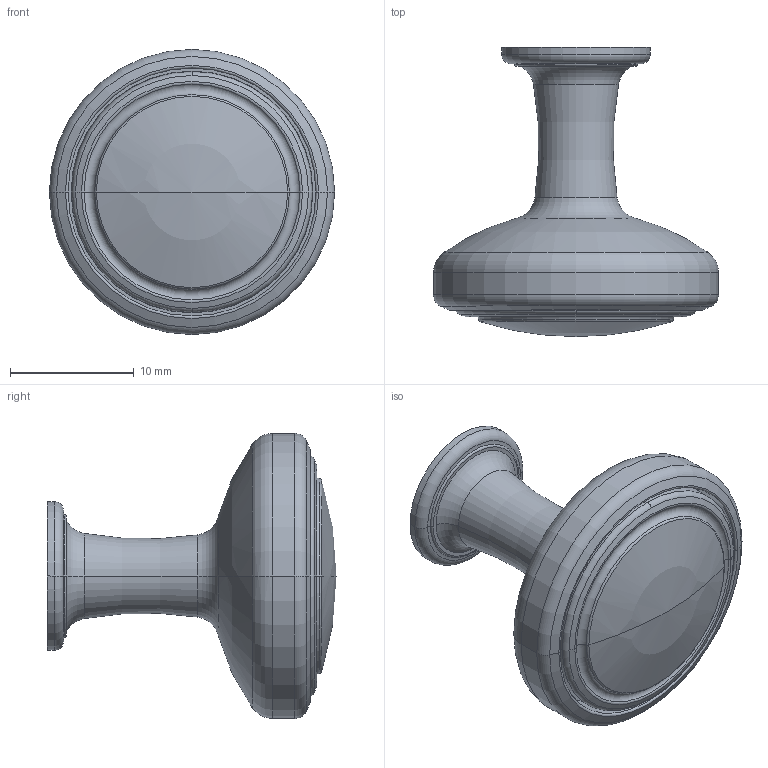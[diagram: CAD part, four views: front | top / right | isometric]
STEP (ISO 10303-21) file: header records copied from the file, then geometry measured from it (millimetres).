
FILE_DESCRIPTION(('Creo Elements/Direct Modeling STEP Export'),'2;1');
FILE_NAME('1971-23.stp','2017-09-07T10:26:48',(''),(''),'Creo Elements/Direct Modeling STEP processor for AP214 (Solid Model)','Creo Elements/Direct Modeling 20.0 12-Nov-2016 (C) Parametric Technology GmbH','');
FILE_SCHEMA(('AUTOMOTIVE_DESIGN { 1 0 10303 214 1 1 1 1 }'));
Length unit declared in the file: millimetre
Products named in the file (1): Knopf
Bounding box: 23 x 23.32 x 23 mm (x, y, z)
Volume: 3241.5 mm3; surface area: 1989.6 mm2
Topology: 1 solids, 1 shells, 52 faces, 110 edges, 60 vertices
Faces by surface type: torus 26, cylinder 10, sphere 8, plane 4, cone 4
Entity records: 1249 total; most frequent: DIRECTION 234, ORIENTED_EDGE 212, CARTESIAN_POINT 184, AXIS2_PLACEMENT_3D 110, EDGE_CURVE 106, VERTEX_POINT 60, CIRCLE 57, EDGE_LOOP 56
